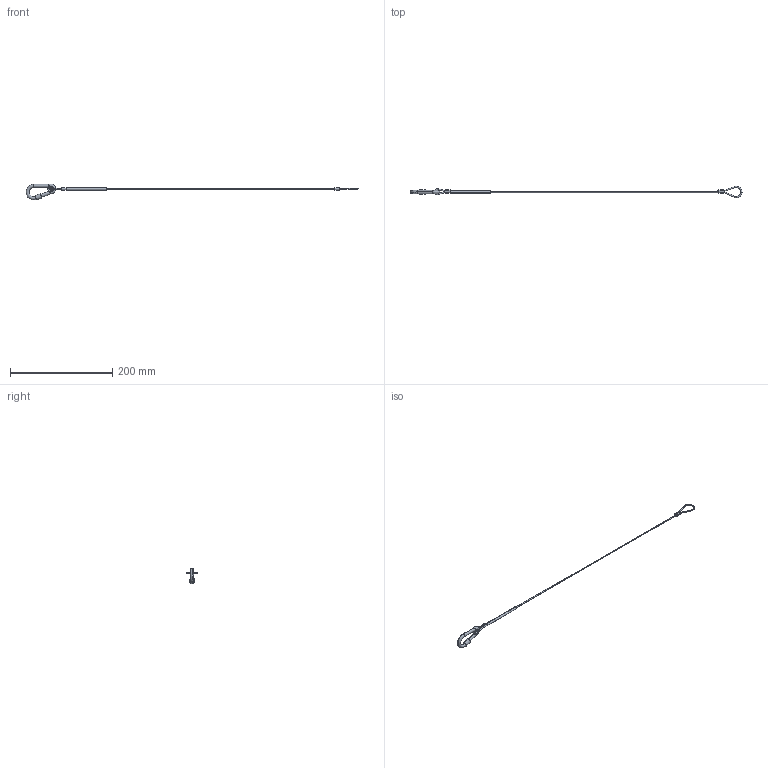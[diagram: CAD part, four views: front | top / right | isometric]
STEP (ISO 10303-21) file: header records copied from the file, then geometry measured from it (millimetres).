
FILE_DESCRIPTION (( 'STEP AP203' ), '1' );
FILE_NAME ('T2841001.STEP', '2018-07-19T09:04:25', ( '' ), ( '' ), 'SwSTEP 2.0', 'SolidWorks 2016', '' );
FILE_SCHEMA (( 'CONFIG_CONTROL_DESIGN' ));
Length unit declared in the file: millimetre
Products named in the file (5): S3249_HEATSHRINK - BLACK -  DIA 4.8; T2841001; T405001 (T2841001); S3162; S2911
Assembly tree (5 placements, depth 2):
  T2841001
    T405001 (T2841001)
    S3162  x2
    S3249_HEATSHRINK - BLACK -  DIA 4.8
    S2911
Bounding box: 648.09 x 21.97 x 31.2 mm (x, y, z)
Volume: 6934.5 mm3; surface area: 10036.1 mm2
Topology: 5 solids, 5 shells, 84 faces, 189 edges, 109 vertices
Faces by surface type: cylinder 32, torus 30, plane 18, cone 4
Entity records: 2661 total; most frequent: CARTESIAN_POINT 430, DIRECTION 414, ORIENTED_EDGE 322, AXIS2_PLACEMENT_3D 185, EDGE_CURVE 161, CIRCLE 103, VERTEX_POINT 93, EDGE_LOOP 80
